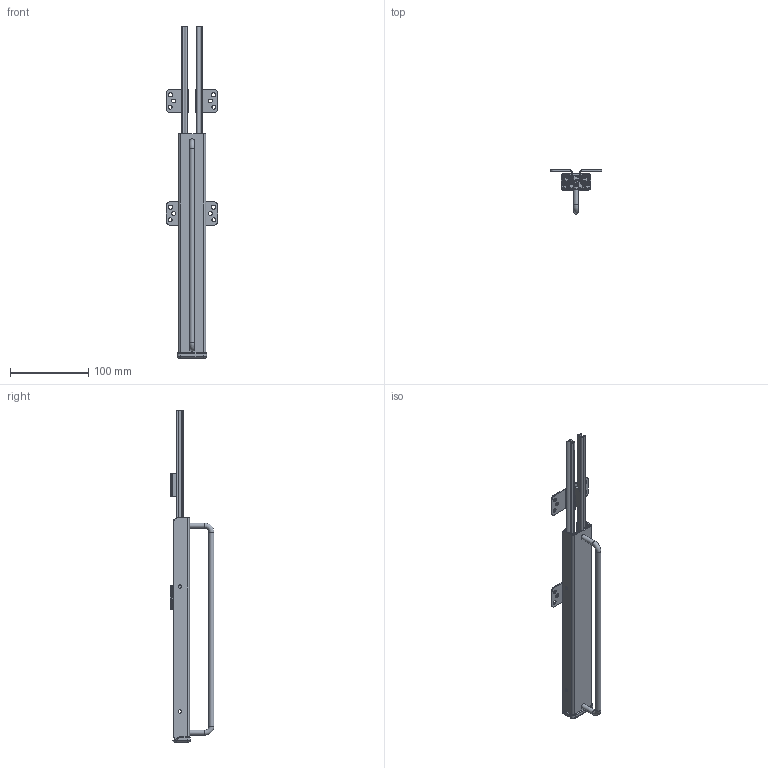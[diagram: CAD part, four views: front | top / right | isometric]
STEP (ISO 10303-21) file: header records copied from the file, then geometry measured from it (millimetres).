
FILE_DESCRIPTION((''),'2;1');
FILE_NAME('CJTO 290 SOPORTE PERCHA.stp','2022-02-24T11:42:12',('rborque'),(''),'Autodesk Inventor 2010','Autodesk Inventor 2010','');
FILE_SCHEMA(('AUTOMOTIVE_DESIGN { 1 0 10303 214 1 1 1 1 }'));
Length unit declared in the file: millimetre
Products named in the file (15): CJTO 290 SOPORTE PERCHA; 278 GUIA SOPORTE PERCHA; 278 GUIA L17100; 278 GUIA L17100 EXT; 278 GUIA L17100 INT; Pieza1; 290 SOPORTE PERCHA ; 278 PROTECTOR; 278 varilla; 278 GUIA SOPORTE PERCHA_SIM; 278 GUIA L17100_SIM; 278 GUIA L17100 EXT_SIM; 278 GUIA L17100 INT_SIM; Pieza1_SIM2; tope
Assembly tree (16 placements, depth 4):
  CJTO 290 SOPORTE PERCHA
    278 GUIA SOPORTE PERCHA
      278 GUIA L17100
        278 GUIA L17100 EXT
        278 GUIA L17100 INT
      Pieza1  x2
    290 SOPORTE PERCHA 
      278 PROTECTOR
      278 varilla
    278 GUIA SOPORTE PERCHA_SIM
      278 GUIA L17100_SIM
        278 GUIA L17100 EXT_SIM
        278 GUIA L17100 INT_SIM
      Pieza1_SIM2  x2
    tope
Bounding box: 66 x 56.05 x 425 mm (x, y, z)
Volume: 82018.2 mm3; surface area: 118390.8 mm2
Topology: 11 solids, 11 shells, 343 faces, 901 edges, 589 vertices
Faces by surface type: plane 149, bspline 112, cylinder 70, torus 10, cone 2
Full cylindrical faces by diameter (mm): 4.2 x4, 4.25 x2, 5.1 x6, 6.4 x3
Entity records: 10477 total; most frequent: CARTESIAN_POINT 2774, ORIENTED_EDGE 1566, DIRECTION 1399, EDGE_CURVE 783, VERTEX_POINT 524, VECTOR 505, LINE 505, AXIS2_PLACEMENT_3D 447
